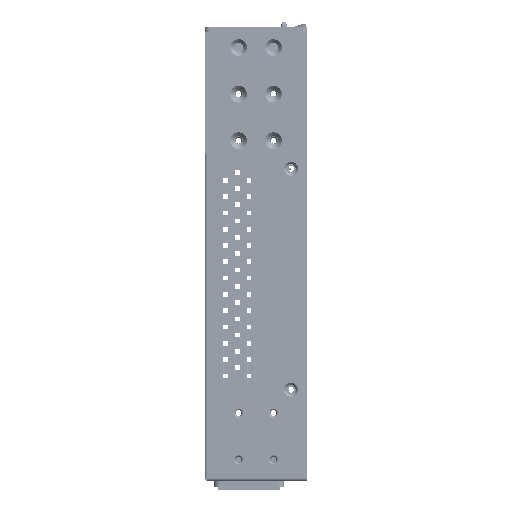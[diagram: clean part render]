
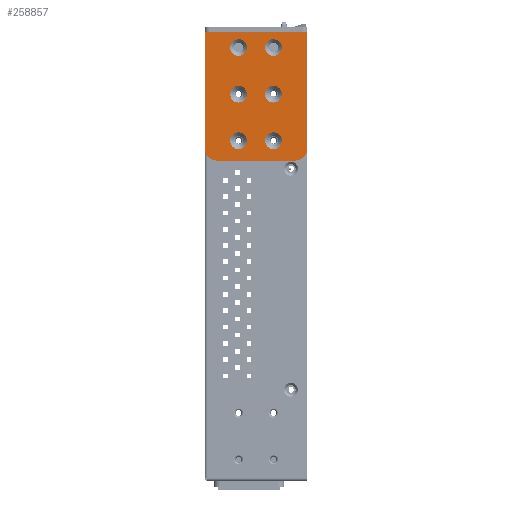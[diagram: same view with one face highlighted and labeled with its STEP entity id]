
A CAD part, left-side view. The second image highlights one B-rep face of the part: STEP entity #258857.
In plain terms, the highlighted planar face has unit normal (-1, 0, 0).
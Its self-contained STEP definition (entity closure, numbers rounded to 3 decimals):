
#257929=DIRECTION('',(0.,-1.,0.));
#257930=VECTOR('',#257929,44.);
#257931=CARTESIAN_POINT('',(-222.5,44.,192.5));
#257932=LINE('',#257931,#257930);
#258088=DIRECTION('',(0.,-1.,0.));
#258089=VECTOR('',#258088,34.);
#258090=CARTESIAN_POINT('',(-222.5,39.,137.5));
#258091=LINE('',#258090,#258089);
#258092=CARTESIAN_POINT('',(-222.5,39.,142.5));
#258093=DIRECTION('',(-1.,0.,0.));
#258094=DIRECTION('',(0.,1.,0.));
#258095=AXIS2_PLACEMENT_3D('',#258092,#258093,#258094);
#258097=DIRECTION('',(0.,0.,-1.));
#258098=VECTOR('',#258097,50.);
#258099=CARTESIAN_POINT('',(-222.5,44.,192.5));
#258100=LINE('',#258099,#258098);
#258101=DIRECTION('',(0.,0.,1.));
#258102=VECTOR('',#258101,50.);
#258103=CARTESIAN_POINT('',(-222.5,0.,142.5));
#258104=LINE('',#258103,#258102);
#258105=CARTESIAN_POINT('',(-222.5,5.,142.5));
#258106=DIRECTION('',(-1.,0.,0.));
#258107=DIRECTION('',(0.,0.,-1.));
#258108=AXIS2_PLACEMENT_3D('',#258105,#258106,#258107);
#258110=CARTESIAN_POINT('',(-222.5,29.5,146.));
#258111=DIRECTION('',(1.,0.,0.));
#258112=DIRECTION('',(0.,0.,-1.));
#258113=AXIS2_PLACEMENT_3D('',#258110,#258111,#258112);
#258115=CARTESIAN_POINT('',(-222.5,29.5,146.));
#258116=DIRECTION('',(1.,0.,0.));
#258117=DIRECTION('',(0.,0.,1.));
#258118=AXIS2_PLACEMENT_3D('',#258115,#258116,#258117);
#258120=CARTESIAN_POINT('',(-222.5,14.5,146.));
#258121=DIRECTION('',(1.,0.,0.));
#258122=DIRECTION('',(0.,0.,-1.));
#258123=AXIS2_PLACEMENT_3D('',#258120,#258121,#258122);
#258125=CARTESIAN_POINT('',(-222.5,14.5,146.));
#258126=DIRECTION('',(1.,0.,0.));
#258127=DIRECTION('',(0.,0.,1.));
#258128=AXIS2_PLACEMENT_3D('',#258125,#258126,#258127);
#258130=CARTESIAN_POINT('',(-222.5,14.5,166.));
#258131=DIRECTION('',(1.,0.,0.));
#258132=DIRECTION('',(0.,0.,-1.));
#258133=AXIS2_PLACEMENT_3D('',#258130,#258131,#258132);
#258135=CARTESIAN_POINT('',(-222.5,14.5,166.));
#258136=DIRECTION('',(1.,0.,0.));
#258137=DIRECTION('',(0.,0.,1.));
#258138=AXIS2_PLACEMENT_3D('',#258135,#258136,#258137);
#258140=CARTESIAN_POINT('',(-222.5,29.5,166.));
#258141=DIRECTION('',(1.,0.,0.));
#258142=DIRECTION('',(0.,0.,-1.));
#258143=AXIS2_PLACEMENT_3D('',#258140,#258141,#258142);
#258145=CARTESIAN_POINT('',(-222.5,29.5,166.));
#258146=DIRECTION('',(1.,0.,0.));
#258147=DIRECTION('',(0.,0.,1.));
#258148=AXIS2_PLACEMENT_3D('',#258145,#258146,#258147);
#258150=CARTESIAN_POINT('',(-222.5,29.5,186.));
#258151=DIRECTION('',(1.,0.,0.));
#258152=DIRECTION('',(0.,0.,-1.));
#258153=AXIS2_PLACEMENT_3D('',#258150,#258151,#258152);
#258155=CARTESIAN_POINT('',(-222.5,29.5,186.));
#258156=DIRECTION('',(1.,0.,0.));
#258157=DIRECTION('',(0.,0.,1.));
#258158=AXIS2_PLACEMENT_3D('',#258155,#258156,#258157);
#258160=CARTESIAN_POINT('',(-222.5,14.5,186.));
#258161=DIRECTION('',(1.,0.,0.));
#258162=DIRECTION('',(0.,0.,-1.));
#258163=AXIS2_PLACEMENT_3D('',#258160,#258161,#258162);
#258165=CARTESIAN_POINT('',(-222.5,14.5,186.));
#258166=DIRECTION('',(1.,0.,0.));
#258167=DIRECTION('',(0.,0.,1.));
#258168=AXIS2_PLACEMENT_3D('',#258165,#258166,#258167);
#258477=CARTESIAN_POINT('',(-222.5,0.,192.5));
#258478=VERTEX_POINT('',#258477);
#258479=CARTESIAN_POINT('',(-222.5,44.,192.5));
#258480=VERTEX_POINT('',#258479);
#258495=CARTESIAN_POINT('',(-222.5,0.,142.5));
#258496=VERTEX_POINT('',#258495);
#258497=CARTESIAN_POINT('',(-222.5,44.,142.5));
#258498=VERTEX_POINT('',#258497);
#258503=CARTESIAN_POINT('',(-222.5,39.,137.5));
#258504=VERTEX_POINT('',#258503);
#258505=CARTESIAN_POINT('',(-222.5,5.,137.5));
#258506=VERTEX_POINT('',#258505);
#258511=CARTESIAN_POINT('',(-222.5,29.5,142.4));
#258512=CARTESIAN_POINT('',(-222.5,29.5,149.6));
#258513=VERTEX_POINT('',#258511);
#258514=VERTEX_POINT('',#258512);
#258521=CARTESIAN_POINT('',(-222.5,14.5,142.4));
#258522=CARTESIAN_POINT('',(-222.5,14.5,149.6));
#258523=VERTEX_POINT('',#258521);
#258524=VERTEX_POINT('',#258522);
#258531=CARTESIAN_POINT('',(-222.5,29.5,
189.6));
#258532=VERTEX_POINT('',#258531);
#258533=CARTESIAN_POINT('',(-222.5,14.5,162.4));
#258534=CARTESIAN_POINT('',(-222.5,14.5,169.6));
#258535=VERTEX_POINT('',#258533);
#258536=VERTEX_POINT('',#258534);
#258549=CARTESIAN_POINT('',(-222.5,29.5,182.4));
#258550=VERTEX_POINT('',#258549);
#258551=CARTESIAN_POINT('',(-222.5,29.5,162.4));
#258552=CARTESIAN_POINT('',(-222.5,29.5,169.6));
#258553=VERTEX_POINT('',#258551);
#258554=VERTEX_POINT('',#258552);
#258575=CARTESIAN_POINT('',(-222.5,14.5,182.4));
#258576=CARTESIAN_POINT('',(-222.5,14.5,189.6));
#258577=VERTEX_POINT('',#258575);
#258578=VERTEX_POINT('',#258576);
#258805=CARTESIAN_POINT('',(-222.5,0.,192.5));
#258806=DIRECTION('',(1.,0.,0.));
#258807=DIRECTION('',(0.,-1.,0.));
#258808=AXIS2_PLACEMENT_3D('',#258805,#258806,#258807);
#258809=PLANE('',#258808);
#258811=ORIENTED_EDGE('',*,*,#258810,.F.);
#258813=ORIENTED_EDGE('',*,*,#258812,.F.);
#258814=ORIENTED_EDGE('',*,*,#258795,.F.);
#258815=ORIENTED_EDGE('',*,*,#258645,.T.);
#258816=ORIENTED_EDGE('',*,*,#258729,.F.);
#258818=ORIENTED_EDGE('',*,*,#258817,.F.);
#258819=EDGE_LOOP('',(#258811,#258813,#258814,#258815,#258816,#258818));
#258820=FACE_OUTER_BOUND('',#258819,.F.);
#258822=ORIENTED_EDGE('',*,*,#258821,.F.);
#258824=ORIENTED_EDGE('',*,*,#258823,.F.);
#258825=EDGE_LOOP('',(#258822,#258824));
#258826=FACE_BOUND('',#258825,.F.);
#258828=ORIENTED_EDGE('',*,*,#258827,.F.);
#258830=ORIENTED_EDGE('',*,*,#258829,.F.);
#258831=EDGE_LOOP('',(#258828,#258830));
#258832=FACE_BOUND('',#258831,.F.);
#258834=ORIENTED_EDGE('',*,*,#258833,.F.);
#258836=ORIENTED_EDGE('',*,*,#258835,.F.);
#258837=EDGE_LOOP('',(#258834,#258836));
#258838=FACE_BOUND('',#258837,.F.);
#258840=ORIENTED_EDGE('',*,*,#258839,.F.);
#258842=ORIENTED_EDGE('',*,*,#258841,.F.);
#258843=EDGE_LOOP('',(#258840,#258842));
#258844=FACE_BOUND('',#258843,.F.);
#258846=ORIENTED_EDGE('',*,*,#258845,.F.);
#258848=ORIENTED_EDGE('',*,*,#258847,.F.);
#258849=EDGE_LOOP('',(#258846,#258848));
#258850=FACE_BOUND('',#258849,.F.);
#258852=ORIENTED_EDGE('',*,*,#258851,.F.);
#258854=ORIENTED_EDGE('',*,*,#258853,.F.);
#258855=EDGE_LOOP('',(#258852,#258854));
#258856=FACE_BOUND('',#258855,.F.);
#258857=ADVANCED_FACE('',(#258820,#258826,#258832,#258838,#258844,#258850,
#258856),#258809,.F.);
#258096=CIRCLE('',#258095,5.);
#258109=CIRCLE('',#258108,5.);
#258114=CIRCLE('',#258113,3.6);
#258119=CIRCLE('',#258118,3.6);
#258124=CIRCLE('',#258123,3.6);
#258129=CIRCLE('',#258128,3.6);
#258134=CIRCLE('',#258133,3.6);
#258139=CIRCLE('',#258138,3.6);
#258144=CIRCLE('',#258143,3.6);
#258149=CIRCLE('',#258148,3.6);
#258154=CIRCLE('',#258153,3.6);
#258159=CIRCLE('',#258158,3.6);
#258164=CIRCLE('',#258163,3.6);
#258169=CIRCLE('',#258168,3.6);
#258645=EDGE_CURVE('',#258480,#258478,#257932,.T.);
#258729=EDGE_CURVE('',#258496,#258478,#258104,.T.);
#258795=EDGE_CURVE('',#258480,#258498,#258100,.T.);
#258810=EDGE_CURVE('',#258504,#258506,#258091,.T.);
#258812=EDGE_CURVE('',#258498,#258504,#258096,.T.);
#258817=EDGE_CURVE('',#258506,#258496,#258109,.T.);
#258821=EDGE_CURVE('',#258513,#258514,#258114,.T.);
#258823=EDGE_CURVE('',#258514,#258513,#258119,.T.);
#258827=EDGE_CURVE('',#258523,#258524,#258124,.T.);
#258829=EDGE_CURVE('',#258524,#258523,#258129,.T.);
#258833=EDGE_CURVE('',#258535,#258536,#258134,.T.);
#258835=EDGE_CURVE('',#258536,#258535,#258139,.T.);
#258839=EDGE_CURVE('',#258553,#258554,#258144,.T.);
#258841=EDGE_CURVE('',#258554,#258553,#258149,.T.);
#258845=EDGE_CURVE('',#258550,#258532,#258154,.T.);
#258847=EDGE_CURVE('',#258532,#258550,#258159,.T.);
#258851=EDGE_CURVE('',#258577,#258578,#258164,.T.);
#258853=EDGE_CURVE('',#258578,#258577,#258169,.T.);
